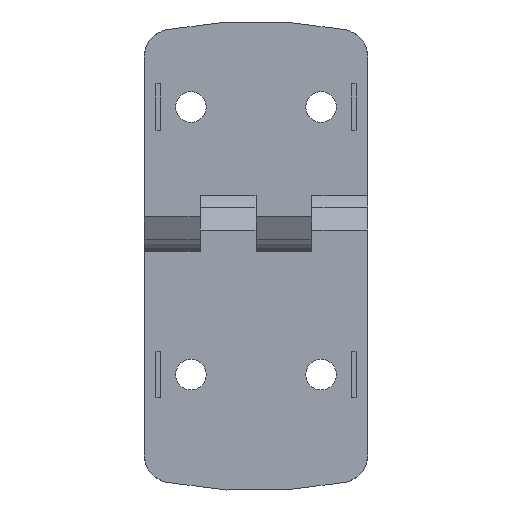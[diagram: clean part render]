
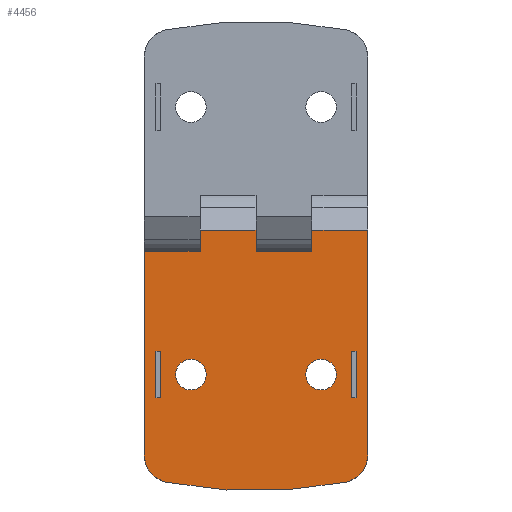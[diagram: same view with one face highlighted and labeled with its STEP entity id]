
A CAD part, left-side view. The second image highlights one B-rep face of the part: STEP entity #4456.
In plain terms, the highlighted planar face has unit normal (-1, 0, 0).
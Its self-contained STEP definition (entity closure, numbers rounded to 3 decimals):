
#3264=CARTESIAN_POINT('',(0.,14.,32.5));
#3265=DIRECTION('',(-1.,0.,0.));
#3266=DIRECTION('',(0.,1.,0.));
#3267=AXIS2_PLACEMENT_3D('',#3264,#3265,#3266);
#3272=CARTESIAN_POINT('',(0.,14.,32.5));
#3273=DIRECTION('',(-1.,0.,0.));
#3274=DIRECTION('',(0.,-1.,0.));
#3275=AXIS2_PLACEMENT_3D('',#3272,#3273,#3274);
#3280=CARTESIAN_POINT('',(0.,-14.,32.5));
#3281=DIRECTION('',(1.,0.,0.));
#3282=DIRECTION('',(0.,-1.,0.));
#3283=AXIS2_PLACEMENT_3D('',#3280,#3281,#3282);
#3288=CARTESIAN_POINT('',(0.,-14.,32.5));
#3289=DIRECTION('',(1.,0.,0.));
#3290=DIRECTION('',(0.,1.,0.));
#3291=AXIS2_PLACEMENT_3D('',#3288,#3289,#3290);
#3296=DIRECTION('',(0.,0.,1.));
#3297=VECTOR('',#3296,4.585);
#3298=CARTESIAN_POINT('',(0.,0.,1.415));
#3299=LINE('',#3298,#3297);
#3303=DIRECTION('',(0.,1.,0.));
#3304=VECTOR('',#3303,12.);
#3305=CARTESIAN_POINT('',(0.,0.,6.));
#3306=LINE('',#3305,#3304);
#3310=DIRECTION('',(0.,0.,1.));
#3311=VECTOR('',#3310,4.585);
#3312=CARTESIAN_POINT('',(0.,12.,1.415));
#3313=LINE('',#3312,#3311);
#3317=DIRECTION('',(0.,1.,0.));
#3318=VECTOR('',#3317,12.);
#3319=CARTESIAN_POINT('',(0.,12.,1.415));
#3320=LINE('',#3319,#3318);
#3324=DIRECTION('',(0.,0.,1.));
#3325=VECTOR('',#3324,48.345);
#3326=CARTESIAN_POINT('',(0.,24.,1.415));
#3327=LINE('',#3326,#3325);
#3331=CARTESIAN_POINT('',(0.,18.,49.761));
#3332=DIRECTION('',(1.,0.,0.));
#3333=DIRECTION('',(0.,1.,0.));
#3334=AXIS2_PLACEMENT_3D('',#3331,#3332,#3333);
#3339=CARTESIAN_POINT('',(0.,0.,-42.5));
#3340=DIRECTION('',(1.,0.,0.));
#3341=DIRECTION('',(0.,0.191,0.981));
#3342=AXIS2_PLACEMENT_3D('',#3339,#3340,#3341);
#3347=CARTESIAN_POINT('',(0.,-18.,49.761));
#3348=DIRECTION('',(1.,0.,0.));
#3349=DIRECTION('',(0.,-0.191,0.981));
#3350=AXIS2_PLACEMENT_3D('',#3347,#3348,#3349);
#3355=DIRECTION('',(0.,0.,-1.));
#3356=VECTOR('',#3355,43.761);
#3357=CARTESIAN_POINT('',(0.,-24.,49.761));
#3358=LINE('',#3357,#3356);
#3362=DIRECTION('',(0.,1.,0.));
#3363=VECTOR('',#3362,12.);
#3364=CARTESIAN_POINT('',(0.,-24.,6.));
#3365=LINE('',#3364,#3363);
#3369=DIRECTION('',(0.,0.,1.));
#3370=VECTOR('',#3369,4.585);
#3371=CARTESIAN_POINT('',(0.,-12.,1.415));
#3372=LINE('',#3371,#3370);
#3376=DIRECTION('',(0.,1.,0.));
#3377=VECTOR('',#3376,12.);
#3378=CARTESIAN_POINT('',(0.,-12.,1.415));
#3379=LINE('',#3378,#3377);
#3383=DIRECTION('',(0.,0.,-1.));
#3384=VECTOR('',#3383,10.);
#3385=CARTESIAN_POINT('',(0.,20.5,37.5));
#3386=LINE('',#3385,#3384);
#3390=DIRECTION('',(0.,-1.,0.));
#3391=VECTOR('',#3390,1.);
#3392=CARTESIAN_POINT('',(0.,21.5,37.5));
#3393=LINE('',#3392,#3391);
#3397=DIRECTION('',(0.,0.,1.));
#3398=VECTOR('',#3397,10.);
#3399=CARTESIAN_POINT('',(0.,21.5,27.5));
#3400=LINE('',#3399,#3398);
#3404=DIRECTION('',(0.,1.,0.));
#3405=VECTOR('',#3404,1.);
#3406=CARTESIAN_POINT('',(0.,20.5,27.5));
#3407=LINE('',#3406,#3405);
#3411=DIRECTION('',(0.,-1.,0.));
#3412=VECTOR('',#3411,1.);
#3413=CARTESIAN_POINT('',(0.,-20.5,37.5));
#3414=LINE('',#3413,#3412);
#3418=DIRECTION('',(0.,0.,1.));
#3419=VECTOR('',#3418,10.);
#3420=CARTESIAN_POINT('',(0.,-20.5,27.5));
#3421=LINE('',#3420,#3419);
#3425=DIRECTION('',(0.,1.,0.));
#3426=VECTOR('',#3425,1.);
#3427=CARTESIAN_POINT('',(0.,-21.5,27.5));
#3428=LINE('',#3427,#3426);
#3432=DIRECTION('',(0.,0.,-1.));
#3433=VECTOR('',#3432,10.);
#3434=CARTESIAN_POINT('',(0.,-21.5,37.5));
#3435=LINE('',#3434,#3433);
#4136=CARTESIAN_POINT('',(0.,-24.,49.761));
#4138=VERTEX_POINT('',#4136);
#4140=CARTESIAN_POINT('',(0.,24.,49.761));
#4142=VERTEX_POINT('',#4140);
#4144=CARTESIAN_POINT('',(0.,19.149,55.649));
#4145=VERTEX_POINT('',#4144);
#4146=CARTESIAN_POINT('',(0.,-19.149,55.649));
#4147=VERTEX_POINT('',#4146);
#4170=CARTESIAN_POINT('',(0.,17.3,32.5));
#4171=CARTESIAN_POINT('',(0.,10.7,32.5));
#4172=VERTEX_POINT('',#4170);
#4173=VERTEX_POINT('',#4171);
#4189=CARTESIAN_POINT('',(0.,-17.3,32.5));
#4190=CARTESIAN_POINT('',(0.,-10.7,32.5));
#4191=VERTEX_POINT('',#4189);
#4192=VERTEX_POINT('',#4190);
#4198=CARTESIAN_POINT('',(0.,24.,1.415));
#4199=VERTEX_POINT('',#4198);
#4205=CARTESIAN_POINT('',(0.,-24.,6.));
#4207=VERTEX_POINT('',#4205);
#4214=CARTESIAN_POINT('',(0.,-12.,1.415));
#4215=CARTESIAN_POINT('',(0.,-12.,6.));
#4216=VERTEX_POINT('',#4214);
#4217=VERTEX_POINT('',#4215);
#4230=CARTESIAN_POINT('',(0.,0.,1.415));
#4231=CARTESIAN_POINT('',(0.,0.,6.));
#4232=VERTEX_POINT('',#4230);
#4233=VERTEX_POINT('',#4231);
#4234=CARTESIAN_POINT('',(0.,12.,1.415));
#4235=CARTESIAN_POINT('',(0.,12.,6.));
#4236=VERTEX_POINT('',#4234);
#4237=VERTEX_POINT('',#4235);
#4270=CARTESIAN_POINT('',(0.,20.5,37.5));
#4271=CARTESIAN_POINT('',(0.,20.5,27.5));
#4272=VERTEX_POINT('',#4270);
#4273=VERTEX_POINT('',#4271);
#4274=CARTESIAN_POINT('',(0.,21.5,27.5));
#4275=VERTEX_POINT('',#4274);
#4276=CARTESIAN_POINT('',(0.,21.5,37.5));
#4277=VERTEX_POINT('',#4276);
#4286=CARTESIAN_POINT('',(0.,-20.5,37.5));
#4287=CARTESIAN_POINT('',(0.,-21.5,37.5));
#4288=VERTEX_POINT('',#4286);
#4289=VERTEX_POINT('',#4287);
#4290=CARTESIAN_POINT('',(0.,-21.5,27.5));
#4291=VERTEX_POINT('',#4290);
#4292=CARTESIAN_POINT('',(0.,-20.5,27.5));
#4293=VERTEX_POINT('',#4292);
#4397=CARTESIAN_POINT('',(0.,-24.,1.7));
#4398=DIRECTION('',(-1.,0.,0.));
#4399=DIRECTION('',(0.,0.,1.));
#4400=AXIS2_PLACEMENT_3D('',#4397,#4398,#4399);
#4401=PLANE('',#4400);
#4403=ORIENTED_EDGE('',*,*,#4402,.T.);
#4405=ORIENTED_EDGE('',*,*,#4404,.T.);
#4407=ORIENTED_EDGE('',*,*,#4406,.F.);
#4409=ORIENTED_EDGE('',*,*,#4408,.T.);
#4411=ORIENTED_EDGE('',*,*,#4410,.T.);
#4413=ORIENTED_EDGE('',*,*,#4412,.T.);
#4414=ORIENTED_EDGE('',*,*,#4390,.T.);
#4415=ORIENTED_EDGE('',*,*,#4358,.T.);
#4416=ORIENTED_EDGE('',*,*,#4301,.T.);
#4417=ORIENTED_EDGE('',*,*,#4322,.T.);
#4419=ORIENTED_EDGE('',*,*,#4418,.F.);
#4421=ORIENTED_EDGE('',*,*,#4420,.T.);
#4422=EDGE_LOOP('',(#4403,#4405,#4407,#4409,#4411,#4413,#4414,#4415,#4416,#4417,
#4419,#4421));
#4423=FACE_OUTER_BOUND('',#4422,.F.);
#4425=ORIENTED_EDGE('',*,*,#4424,.F.);
#4427=ORIENTED_EDGE('',*,*,#4426,.F.);
#4428=EDGE_LOOP('',(#4425,#4427));
#4429=FACE_BOUND('',#4428,.F.);
#4431=ORIENTED_EDGE('',*,*,#4430,.T.);
#4433=ORIENTED_EDGE('',*,*,#4432,.T.);
#4434=EDGE_LOOP('',(#4431,#4433));
#4435=FACE_BOUND('',#4434,.F.);
#4437=ORIENTED_EDGE('',*,*,#4436,.F.);
#4439=ORIENTED_EDGE('',*,*,#4438,.F.);
#4441=ORIENTED_EDGE('',*,*,#4440,.F.);
#4443=ORIENTED_EDGE('',*,*,#4442,.F.);
#4444=EDGE_LOOP('',(#4437,#4439,#4441,#4443));
#4445=FACE_BOUND('',#4444,.F.);
#4447=ORIENTED_EDGE('',*,*,#4446,.F.);
#4449=ORIENTED_EDGE('',*,*,#4448,.F.);
#4451=ORIENTED_EDGE('',*,*,#4450,.F.);
#4453=ORIENTED_EDGE('',*,*,#4452,.F.);
#4454=EDGE_LOOP('',(#4447,#4449,#4451,#4453));
#4455=FACE_BOUND('',#4454,.F.);
#3268=CIRCLE('',#3267,3.3);
#3276=CIRCLE('',#3275,3.3);
#3284=CIRCLE('',#3283,3.3);
#3292=CIRCLE('',#3291,3.3);
#3335=CIRCLE('',#3334,6.);
#3343=CIRCLE('',#3342,100.);
#3351=CIRCLE('',#3350,6.);
#4301=EDGE_CURVE('',#4138,#4207,#3358,.T.);
#4322=EDGE_CURVE('',#4207,#4217,#3365,.T.);
#4358=EDGE_CURVE('',#4147,#4138,#3351,.T.);
#4390=EDGE_CURVE('',#4145,#4147,#3343,.T.);
#4402=EDGE_CURVE('',#4232,#4233,#3299,.T.);
#4404=EDGE_CURVE('',#4233,#4237,#3306,.T.);
#4406=EDGE_CURVE('',#4236,#4237,#3313,.T.);
#4408=EDGE_CURVE('',#4236,#4199,#3320,.T.);
#4410=EDGE_CURVE('',#4199,#4142,#3327,.T.);
#4412=EDGE_CURVE('',#4142,#4145,#3335,.T.);
#4418=EDGE_CURVE('',#4216,#4217,#3372,.T.);
#4420=EDGE_CURVE('',#4216,#4232,#3379,.T.);
#4424=EDGE_CURVE('',#4191,#4192,#3284,.T.);
#4426=EDGE_CURVE('',#4192,#4191,#3292,.T.);
#4430=EDGE_CURVE('',#4172,#4173,#3268,.T.);
#4432=EDGE_CURVE('',#4173,#4172,#3276,.T.);
#4436=EDGE_CURVE('',#4272,#4273,#3386,.T.);
#4438=EDGE_CURVE('',#4277,#4272,#3393,.T.);
#4440=EDGE_CURVE('',#4275,#4277,#3400,.T.);
#4442=EDGE_CURVE('',#4273,#4275,#3407,.T.);
#4446=EDGE_CURVE('',#4288,#4289,#3414,.T.);
#4448=EDGE_CURVE('',#4293,#4288,#3421,.T.);
#4450=EDGE_CURVE('',#4291,#4293,#3428,.T.);
#4452=EDGE_CURVE('',#4289,#4291,#3435,.T.);
#4456=ADVANCED_FACE('',(#4423,#4429,#4435,#4445,#4455),#4401,.T.);
